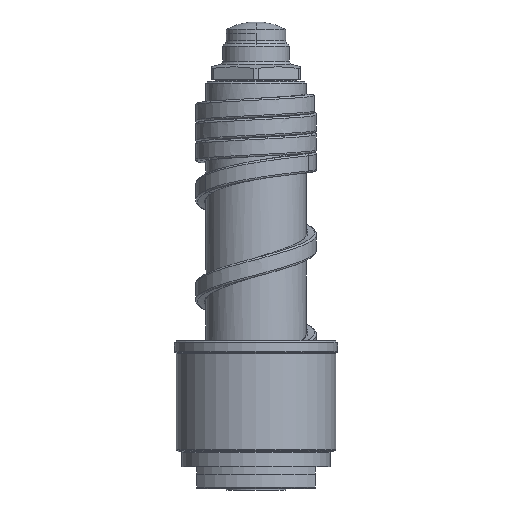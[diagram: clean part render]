
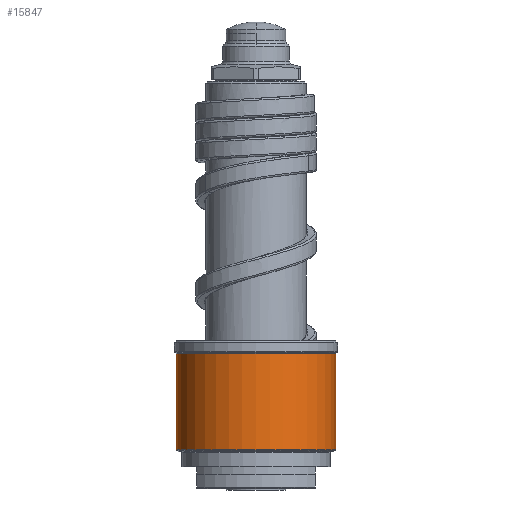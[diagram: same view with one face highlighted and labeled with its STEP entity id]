
A CAD part, front view. The second image highlights one B-rep face of the part: STEP entity #15847.
In plain terms, the highlighted cylindrical face has radius 21.5 mm (diameter 43 mm), a partial arc.
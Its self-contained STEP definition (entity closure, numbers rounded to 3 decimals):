
#6039=CARTESIAN_POINT('',(0.,0.,10.583));
#6040=DIRECTION('',(0.,0.,1.));
#6041=DIRECTION('',(-1.,0.,0.));
#6042=AXIS2_PLACEMENT_3D('',#6039,#6040,#6041);
#6044=DIRECTION('',(0.,0.,-1.));
#6045=VECTOR('',#6044,25.834);
#6046=CARTESIAN_POINT('',(-21.5,0.,36.417));
#6047=LINE('',#6046,#6045);
#6048=CARTESIAN_POINT('',(0.,0.,36.417));
#6049=DIRECTION('',(0.,0.,1.));
#6050=DIRECTION('',(-1.,0.,0.));
#6051=AXIS2_PLACEMENT_3D('',#6048,#6049,#6050);
#6053=DIRECTION('',(0.,0.,-1.));
#6054=VECTOR('',#6053,25.834);
#6055=CARTESIAN_POINT('',(21.5,0.,36.417));
#6056=LINE('',#6055,#6054);
#6397=CARTESIAN_POINT('',(21.5,0.,36.417));
#6398=CARTESIAN_POINT('',(-21.5,0.,36.417));
#6399=VERTEX_POINT('',#6397);
#6400=VERTEX_POINT('',#6398);
#6423=CARTESIAN_POINT('',(21.5,0.,10.583));
#6424=VERTEX_POINT('',#6423);
#6425=CARTESIAN_POINT('',(-21.5,0.,10.583));
#6426=VERTEX_POINT('',#6425);
#15835=CARTESIAN_POINT('',(0.,0.,8.5));
#15836=DIRECTION('',(0.,0.,1.));
#15837=DIRECTION('',(-1.,0.,0.));
#15838=AXIS2_PLACEMENT_3D('',#15835,#15836,#15837);
#15839=CYLINDRICAL_SURFACE('',#15838,21.5);
#15840=ORIENTED_EDGE('',*,*,#13772,.F.);
#15841=ORIENTED_EDGE('',*,*,#13753,.F.);
#15843=ORIENTED_EDGE('',*,*,#15842,.T.);
#15844=ORIENTED_EDGE('',*,*,#13749,.T.);
#15845=EDGE_LOOP('',(#15840,#15841,#15843,#15844));
#15846=FACE_OUTER_BOUND('',#15845,.F.);
#6043=CIRCLE('',#6042,21.5);
#6052=CIRCLE('',#6051,21.5);
#13749=EDGE_CURVE('',#6399,#6424,#6056,.T.);
#13753=EDGE_CURVE('',#6400,#6426,#6047,.T.);
#13772=EDGE_CURVE('',#6426,#6424,#6043,.T.);
#15842=EDGE_CURVE('',#6400,#6399,#6052,.T.);
#15847=ADVANCED_FACE('',(#15846),#15839,.T.);
